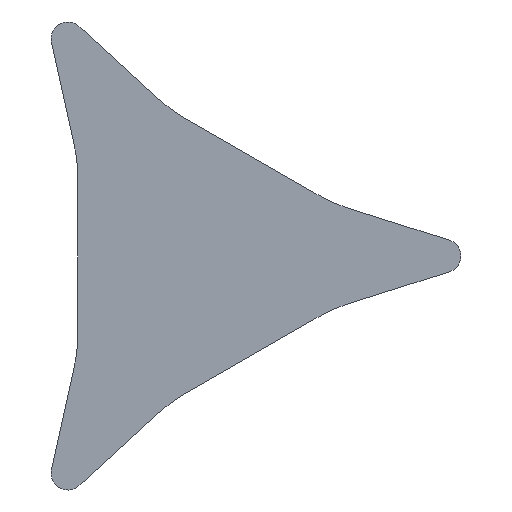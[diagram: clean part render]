
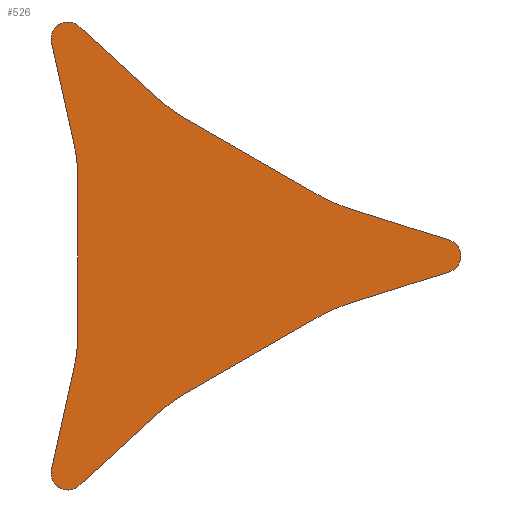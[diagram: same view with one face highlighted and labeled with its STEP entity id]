
A CAD part, top view. The second image highlights one B-rep face of the part: STEP entity #526.
In plain terms, the highlighted planar face has unit normal (0, 0, 1).
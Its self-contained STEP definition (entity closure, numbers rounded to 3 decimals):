
#290=PLANE('',#3911);
#526=ADVANCED_FACE('',(#783),#290,.T.);
#783=FACE_OUTER_BOUND('',#1019,.T.);
#1019=EDGE_LOOP('',(#2239,#2240,#2241,#2242,#2243,#2244,#2245,#2246,#2247,
#2248,#2249,#2250,#2251,#2252,#2253,#2254,#2255,#2256));
#1023=LINE('',#4717,#1104);
#1027=LINE('',#4765,#1108);
#1030=LINE('',#4799,#1111);
#1034=LINE('',#4847,#1115);
#1039=LINE('',#4938,#1120);
#1043=LINE('',#4986,#1124);
#1046=LINE('',#5020,#1127);
#1051=LINE('',#5122,#1132);
#1054=LINE('',#5167,#1135);
#1104=VECTOR('',#3925,1.);
#1108=VECTOR('',#3935,1.);
#1111=VECTOR('',#3940,1.);
#1115=VECTOR('',#3950,1.);
#1120=VECTOR('',#3961,1.);
#1124=VECTOR('',#3971,1.);
#1127=VECTOR('',#3976,1.);
#1132=VECTOR('',#3991,1.);
#1135=VECTOR('',#4000,1.);
#2239=ORIENTED_EDGE('',*,*,#2635,.T.);
#2240=ORIENTED_EDGE('',*,*,#2614,.T.);
#2241=ORIENTED_EDGE('',*,*,#2621,.T.);
#2242=ORIENTED_EDGE('',*,*,#2626,.T.);
#2243=ORIENTED_EDGE('',*,*,#2630,.T.);
#2244=ORIENTED_EDGE('',*,*,#2675,.T.);
#2245=ORIENTED_EDGE('',*,*,#2670,.T.);
#2246=ORIENTED_EDGE('',*,*,#2649,.T.);
#2247=ORIENTED_EDGE('',*,*,#2656,.T.);
#2248=ORIENTED_EDGE('',*,*,#2661,.T.);
#2249=ORIENTED_EDGE('',*,*,#2665,.T.);
#2250=ORIENTED_EDGE('',*,*,#2698,.T.);
#2251=ORIENTED_EDGE('',*,*,#2693,.T.);
#2252=ORIENTED_EDGE('',*,*,#2678,.T.);
#2253=ORIENTED_EDGE('',*,*,#2685,.T.);
#2254=ORIENTED_EDGE('',*,*,#2690,.T.);
#2255=ORIENTED_EDGE('',*,*,#2644,.T.);
#2256=ORIENTED_EDGE('',*,*,#2640,.T.);
#2293=VERTEX_POINT('',#4661);
#2294=VERTEX_POINT('',#4662);
#2300=VERTEX_POINT('',#4718);
#2304=VERTEX_POINT('',#4743);
#2307=VERTEX_POINT('',#4766);
#2311=VERTEX_POINT('',#4800);
#2315=VERTEX_POINT('',#4825);
#2318=VERTEX_POINT('',#4848);
#2322=VERTEX_POINT('',#4882);
#2323=VERTEX_POINT('',#4883);
#2329=VERTEX_POINT('',#4939);
#2333=VERTEX_POINT('',#4964);
#2336=VERTEX_POINT('',#4987);
#2340=VERTEX_POINT('',#5021);
#2345=VERTEX_POINT('',#5066);
#2346=VERTEX_POINT('',#5067);
#2352=VERTEX_POINT('',#5123);
#2357=VERTEX_POINT('',#5168);
#2614=EDGE_CURVE('',#2293,#2294,#3169,.T.);
#2621=EDGE_CURVE('',#2294,#2300,#1023,.T.);
#2626=EDGE_CURVE('',#2300,#2304,#3170,.T.);
#2630=EDGE_CURVE('',#2304,#2307,#1027,.T.);
#2635=EDGE_CURVE('',#2311,#2293,#1030,.T.);
#2640=EDGE_CURVE('',#2315,#2311,#3171,.T.);
#2644=EDGE_CURVE('',#2318,#2315,#1034,.T.);
#2649=EDGE_CURVE('',#2322,#2323,#3172,.T.);
#2656=EDGE_CURVE('',#2323,#2329,#1039,.T.);
#2661=EDGE_CURVE('',#2329,#2333,#3173,.T.);
#2665=EDGE_CURVE('',#2333,#2336,#1043,.T.);
#2670=EDGE_CURVE('',#2340,#2322,#1046,.T.);
#2675=EDGE_CURVE('',#2307,#2340,#3174,.T.);
#2678=EDGE_CURVE('',#2345,#2346,#3175,.T.);
#2685=EDGE_CURVE('',#2346,#2352,#1051,.T.);
#2690=EDGE_CURVE('',#2352,#2318,#3176,.T.);
#2693=EDGE_CURVE('',#2357,#2345,#1054,.T.);
#2698=EDGE_CURVE('',#2336,#2357,#3177,.T.);
#3169=CIRCLE('',#3632,0.794);
#3170=CIRCLE('',#3635,8.);
#3171=CIRCLE('',#3639,8.);
#3172=CIRCLE('',#3642,0.794);
#3173=CIRCLE('',#3645,8.);
#3174=CIRCLE('',#3649,8.);
#3175=CIRCLE('',#3651,0.794);
#3176=CIRCLE('',#3654,8.);
#3177=CIRCLE('',#3657,8.);
#3632=AXIS2_PLACEMENT_3D('',#4660,#3919,#3920);
#3635=AXIS2_PLACEMENT_3D('',#4742,#3930,#3931);
#3639=AXIS2_PLACEMENT_3D('',#4824,#3945,#3946);
#3642=AXIS2_PLACEMENT_3D('',#4881,#3955,#3956);
#3645=AXIS2_PLACEMENT_3D('',#4963,#3966,#3967);
#3649=AXIS2_PLACEMENT_3D('',#5045,#3981,#3982);
#3651=AXIS2_PLACEMENT_3D('',#5065,#3985,#3986);
#3654=AXIS2_PLACEMENT_3D('',#5147,#3996,#3997);
#3657=AXIS2_PLACEMENT_3D('',#5192,#4005,#4006);
#3911=AXIS2_PLACEMENT_3D('',#9870,#4558,#4559);
#3919=DIRECTION('',(0.,0.,1.));
#3920=DIRECTION('',(1.,0.,0.));
#3925=DIRECTION('',(0.216,-0.976,0.));
#3930=DIRECTION('',(0.,0.,-1.));
#3931=DIRECTION('',(1.,0.,0.));
#3935=DIRECTION('',(0.,-1.,0.));
#3940=DIRECTION('',(-0.737,0.676,0.));
#3945=DIRECTION('',(0.,0.,-1.));
#3946=DIRECTION('',(1.,0.,0.));
#3950=DIRECTION('',(-0.866,0.5,0.));
#3955=DIRECTION('',(0.,0.,1.));
#3956=DIRECTION('',(1.,0.,0.));
#3961=DIRECTION('',(0.737,0.676,0.));
#3966=DIRECTION('',(0.,0.,-1.));
#3967=DIRECTION('',(1.,0.,0.));
#3971=DIRECTION('',(0.866,0.5,0.));
#3976=DIRECTION('',(-0.216,-0.976,0.));
#3981=DIRECTION('',(0.,0.,-1.));
#3982=DIRECTION('',(1.,0.,0.));
#3985=DIRECTION('',(0.,0.,1.));
#3986=DIRECTION('',(1.,0.,0.));
#3991=DIRECTION('',(-0.954,0.301,0.));
#3996=DIRECTION('',(0.,0.,-1.));
#3997=DIRECTION('',(1.,0.,0.));
#4000=DIRECTION('',(0.954,0.301,0.));
#4005=DIRECTION('',(0.,0.,-1.));
#4006=DIRECTION('',(1.,0.,0.));
#4558=DIRECTION('',(0.,0.,1.));
#4559=DIRECTION('',(1.,0.,0.));
#4660=CARTESIAN_POINT('',(-5.985,10.367,0.));
#4661=CARTESIAN_POINT('',(-5.449,10.952,0.));
#4662=CARTESIAN_POINT('',(-6.76,10.195,0.));
#4717=CARTESIAN_POINT('',(-5.69,5.366,0.));
#4718=CARTESIAN_POINT('',(-5.69,5.366,0.));
#4742=CARTESIAN_POINT('',(-13.5,3.634,0.));
#4743=CARTESIAN_POINT('',(-5.5,3.634,0.));
#4765=CARTESIAN_POINT('',(-5.5,0.,0.));
#4766=CARTESIAN_POINT('',(-5.5,-3.634,0.));
#4799=CARTESIAN_POINT('',(-1.802,7.61,0.));
#4800=CARTESIAN_POINT('',(-1.802,7.61,0.));
#4824=CARTESIAN_POINT('',(3.603,13.509,0.));
#4825=CARTESIAN_POINT('',(-0.397,6.58,0.));
#4847=CARTESIAN_POINT('',(2.75,4.763,0.));
#4848=CARTESIAN_POINT('',(5.897,2.946,0.));
#4881=CARTESIAN_POINT('',(-5.985,-10.367,0.));
#4882=CARTESIAN_POINT('',(-6.76,-10.195,0.));
#4883=CARTESIAN_POINT('',(-5.449,-10.952,0.));
#4938=CARTESIAN_POINT('',(-1.802,-7.61,0.));
#4939=CARTESIAN_POINT('',(-1.802,-7.61,0.));
#4963=CARTESIAN_POINT('',(3.603,-13.509,0.));
#4964=CARTESIAN_POINT('',(-0.397,-6.58,0.));
#4986=CARTESIAN_POINT('',(2.75,-4.763,0.));
#4987=CARTESIAN_POINT('',(5.897,-2.946,0.));
#5020=CARTESIAN_POINT('',(-5.69,-5.366,0.));
#5021=CARTESIAN_POINT('',(-5.69,-5.366,0.));
#5045=CARTESIAN_POINT('',(-13.5,-3.634,0.));
#5065=CARTESIAN_POINT('',(11.97,0.,0.));
#5066=CARTESIAN_POINT('',(12.209,-0.757,0.));
#5067=CARTESIAN_POINT('',(12.209,0.757,0.));
#5122=CARTESIAN_POINT('',(7.492,2.244,0.));
#5123=CARTESIAN_POINT('',(7.492,2.244,0.));
#5147=CARTESIAN_POINT('',(9.897,9.874,0.));
#5167=CARTESIAN_POINT('',(7.492,-2.244,0.));
#5168=CARTESIAN_POINT('',(7.492,-2.244,0.));
#5192=CARTESIAN_POINT('',(9.897,-9.874,0.));
#9870=CARTESIAN_POINT('',(0.,0.,0.));
